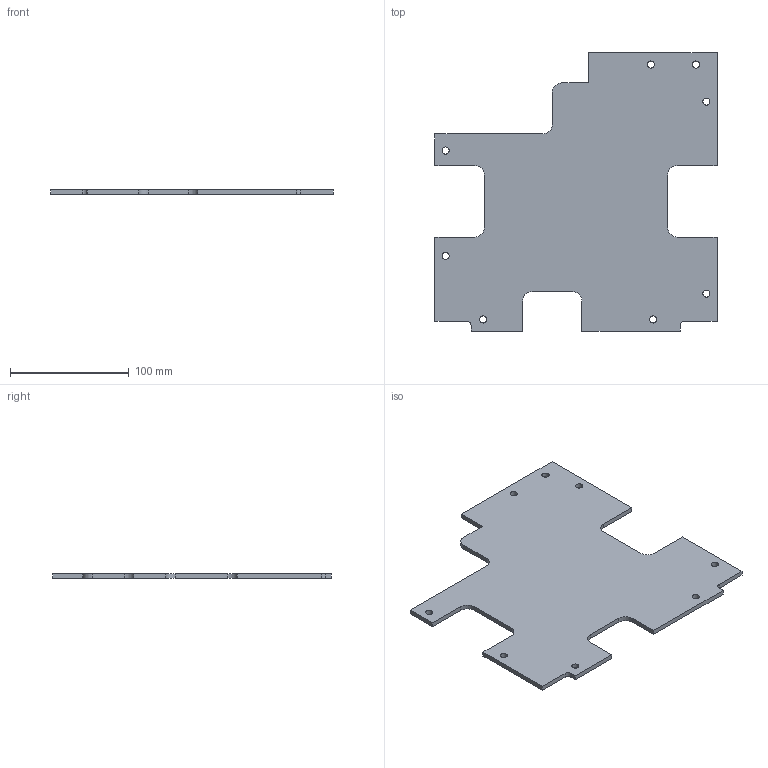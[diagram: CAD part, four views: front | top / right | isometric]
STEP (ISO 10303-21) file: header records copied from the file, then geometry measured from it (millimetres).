
FILE_DESCRIPTION(/* description */ (''),/* implementation_level */ '2;1');
FILE_NAME(/* name */ '',/* time_stamp */ '2025-03-08T15:17:55+03:00',/* author */ ('Phantom'),/* organization */ (''),/* preprocessor_version */ 'ST-DEVELOPER v20',/* originating_system */ 'Autodesk Inventor 2025',/* authorisation */ '');
FILE_SCHEMA (('AUTOMOTIVE_DESIGN { 1 0 10303 214 3 1 1 }'));
Length unit declared in the file: millimetre
Products named in the file (1): ФАЛЬШБОРТА 2
Bounding box: 238 x 235 x 4 mm (x, y, z)
Volume: 164012.1 mm3; surface area: 87205.9 mm2
Topology: 1 solids, 1 shells, 44 faces, 168 edges, 161 vertices
Faces by surface type: plane 26, cylinder 18
Full cylindrical faces by diameter (mm): 6 x8
Entity records: 1764 total; most frequent: CARTESIAN_POINT 342, DIRECTION 288, ORIENTED_EDGE 252, EDGE_CURVE 126, AXIS2_PLACEMENT_3D 99, LINE 90, VECTOR 90, VERTEX_POINT 84
